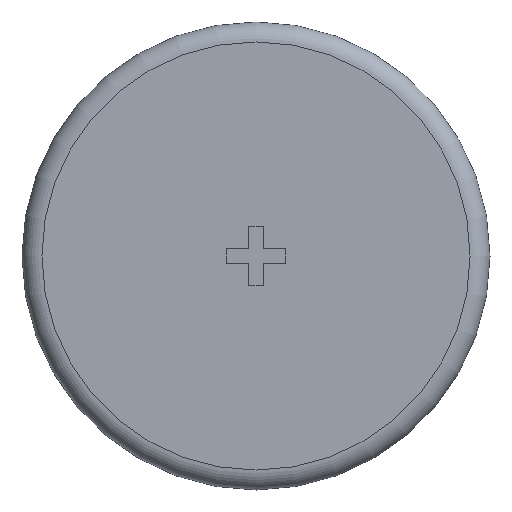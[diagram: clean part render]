
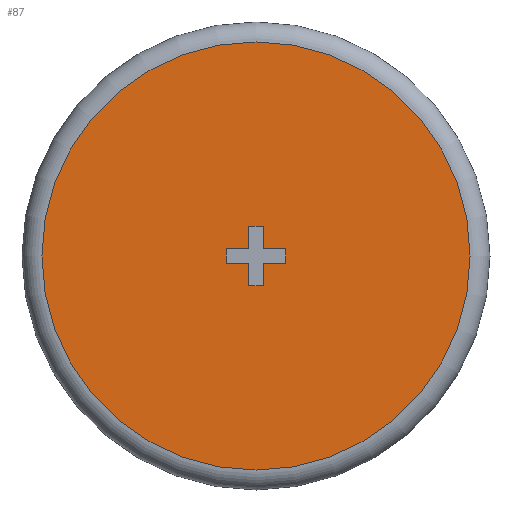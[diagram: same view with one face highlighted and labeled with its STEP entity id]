
A CAD part, front view. The second image highlights one B-rep face of the part: STEP entity #87.
In plain terms, the highlighted planar face has unit normal (0, -1, 0).
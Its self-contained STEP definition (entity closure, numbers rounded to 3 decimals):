
#87 = ADVANCED_FACE( '', ( #179, #180 ), #181, .F. );
#179 = FACE_BOUND( '', #274, .T. );
#180 = FACE_OUTER_BOUND( '', #275, .T. );
#181 = PLANE( '', #276 );
#274 = EDGE_LOOP( '', ( #457, #458, #459, #460, #461, #462, #463, #464, #465, #466, #467, #468 ) );
#275 = EDGE_LOOP( '', ( #469 ) );
#276 = AXIS2_PLACEMENT_3D( '', #470, #471, #472 );
#457 = ORIENTED_EDGE( '', *, *, #590, .T. );
#458 = ORIENTED_EDGE( '', *, *, #574, .F. );
#459 = ORIENTED_EDGE( '', *, *, #603, .T. );
#460 = ORIENTED_EDGE( '', *, *, #598, .T. );
#461 = ORIENTED_EDGE( '', *, *, #586, .T. );
#462 = ORIENTED_EDGE( '', *, *, #601, .T. );
#463 = ORIENTED_EDGE( '', *, *, #592, .T. );
#464 = ORIENTED_EDGE( '', *, *, #605, .T. );
#465 = ORIENTED_EDGE( '', *, *, #582, .T. );
#466 = ORIENTED_EDGE( '', *, *, #606, .T. );
#467 = ORIENTED_EDGE( '', *, *, #607, .T. );
#468 = ORIENTED_EDGE( '', *, *, #578, .T. );
#469 = ORIENTED_EDGE( '', *, *, #608, .T. );
#470 = CARTESIAN_POINT( '', ( 21.5, 0., 0. ) );
#471 = DIRECTION( '', ( 0., 1., 0. ) );
#472 = DIRECTION( '', ( 0., 0., 1. ) );
#574 = EDGE_CURVE( '', #689, #690, #691, .T. );
#578 = EDGE_CURVE( '', #695, #696, #697, .T. );
#582 = EDGE_CURVE( '', #701, #702, #703, .T. );
#586 = EDGE_CURVE( '', #707, #708, #709, .T. );
#590 = EDGE_CURVE( '', #696, #690, #713, .T. );
#592 = EDGE_CURVE( '', #715, #716, #717, .T. );
#598 = EDGE_CURVE( '', #723, #707, #724, .T. );
#601 = EDGE_CURVE( '', #708, #715, #727, .T. );
#603 = EDGE_CURVE( '', #689, #723, #729, .T. );
#605 = EDGE_CURVE( '', #716, #701, #731, .T. );
#606 = EDGE_CURVE( '', #702, #732, #733, .T. );
#607 = EDGE_CURVE( '', #732, #695, #734, .T. );
#608 = EDGE_CURVE( '', #735, #735, #736, .T. );
#689 = VERTEX_POINT( '', #846 );
#690 = VERTEX_POINT( '', #847 );
#691 = LINE( '', #848, #849 );
#695 = VERTEX_POINT( '', #855 );
#696 = VERTEX_POINT( '', #856 );
#697 = LINE( '', #857, #858 );
#701 = VERTEX_POINT( '', #864 );
#702 = VERTEX_POINT( '', #865 );
#703 = LINE( '', #866, #867 );
#707 = VERTEX_POINT( '', #873 );
#708 = VERTEX_POINT( '', #874 );
#709 = LINE( '', #875, #876 );
#713 = LINE( '', #882, #883 );
#715 = VERTEX_POINT( '', #885 );
#716 = VERTEX_POINT( '', #886 );
#717 = LINE( '', #887, #888 );
#723 = VERTEX_POINT( '', #897 );
#724 = LINE( '', #898, #899 );
#727 = LINE( '', #903, #904 );
#729 = LINE( '', #906, #907 );
#731 = LINE( '', #909, #910 );
#732 = VERTEX_POINT( '', #911 );
#733 = LINE( '', #912, #913 );
#734 = LINE( '', #914, #915 );
#735 = VERTEX_POINT( '', #916 );
#736 = CIRCLE( '', #917, 21.5 );
#846 = CARTESIAN_POINT( '', ( 3., 0., -0.75 ) );
#847 = CARTESIAN_POINT( '', ( 3., 0., 0.75 ) );
#848 = CARTESIAN_POINT( '', ( 3., 0., 0. ) );
#849 = VECTOR( '', #972, 1000. );
#855 = CARTESIAN_POINT( '', ( 0.75, 0., 3. ) );
#856 = CARTESIAN_POINT( '', ( 0.75, 0., 0.75 ) );
#857 = CARTESIAN_POINT( '', ( 0.75, 0., 3. ) );
#858 = VECTOR( '', #975, 1000. );
#864 = CARTESIAN_POINT( '', ( -3., 0., 0.75 ) );
#865 = CARTESIAN_POINT( '', ( -0.75, 0., 0.75 ) );
#866 = CARTESIAN_POINT( '', ( -3., 0., 0.75 ) );
#867 = VECTOR( '', #978, 1000. );
#873 = CARTESIAN_POINT( '', ( 0.75, 0., -3. ) );
#874 = CARTESIAN_POINT( '', ( -0.75, 0., -3. ) );
#875 = CARTESIAN_POINT( '', ( 0.75, 0., -3. ) );
#876 = VECTOR( '', #981, 1000. );
#882 = CARTESIAN_POINT( '', ( 0.75, 0., 0.75 ) );
#883 = VECTOR( '', #984, 1000. );
#885 = CARTESIAN_POINT( '', ( -0.75, 0., -0.75 ) );
#886 = CARTESIAN_POINT( '', ( -3., 0., -0.75 ) );
#887 = CARTESIAN_POINT( '', ( -0.75, 0., -0.75 ) );
#888 = VECTOR( '', #985, 1000. );
#897 = CARTESIAN_POINT( '', ( 0.75, 0., -0.75 ) );
#898 = CARTESIAN_POINT( '', ( 0.75, 0., -0.75 ) );
#899 = VECTOR( '', #989, 1000. );
#903 = CARTESIAN_POINT( '', ( -0.75, 0., -3. ) );
#904 = VECTOR( '', #991, 1000. );
#906 = CARTESIAN_POINT( '', ( 3., 0., -0.75 ) );
#907 = VECTOR( '', #992, 1000. );
#909 = CARTESIAN_POINT( '', ( -3., 0., -0.75 ) );
#910 = VECTOR( '', #993, 1000. );
#911 = CARTESIAN_POINT( '', ( -0.75, 0., 3. ) );
#912 = CARTESIAN_POINT( '', ( -0.75, 0., 0.75 ) );
#913 = VECTOR( '', #994, 1000. );
#914 = CARTESIAN_POINT( '', ( -0.75, 0., 3. ) );
#915 = VECTOR( '', #995, 1000. );
#916 = CARTESIAN_POINT( '', ( 0., 0., -21.5 ) );
#917 = AXIS2_PLACEMENT_3D( '', #996, #997, #998 );
#972 = DIRECTION( '', ( 0., 0., 1. ) );
#975 = DIRECTION( '', ( 0., 0., -1. ) );
#978 = DIRECTION( '', ( 1., 0., 0. ) );
#981 = DIRECTION( '', ( -1., 0., 0. ) );
#984 = DIRECTION( '', ( 1., 0., 0. ) );
#985 = DIRECTION( '', ( -1., 0., 0. ) );
#989 = DIRECTION( '', ( 0., 0., -1. ) );
#991 = DIRECTION( '', ( 0., 0., 1. ) );
#992 = DIRECTION( '', ( -1., 0., 0. ) );
#993 = DIRECTION( '', ( 0., 0., 1. ) );
#994 = DIRECTION( '', ( 0., 0., 1. ) );
#995 = DIRECTION( '', ( 1., 0., 0. ) );
#996 = CARTESIAN_POINT( '', ( 0., 0., 0. ) );
#997 = DIRECTION( '', ( 0., -1., 0. ) );
#998 = DIRECTION( '', ( 0., 0., -1. ) );
